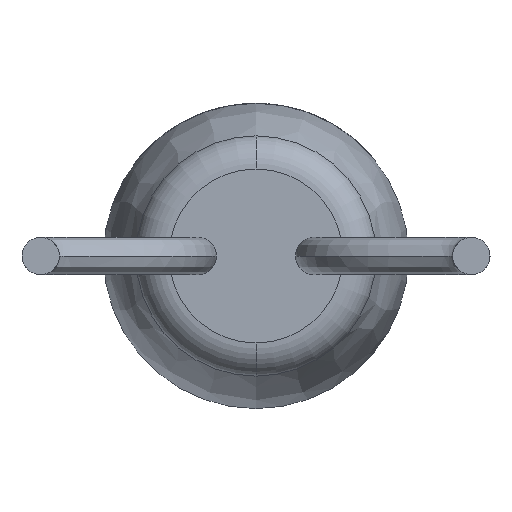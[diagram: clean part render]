
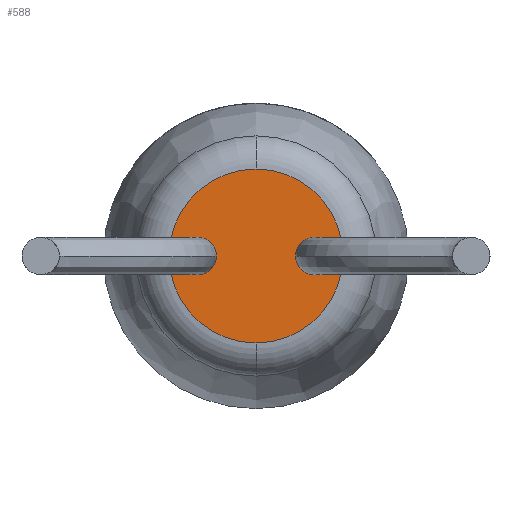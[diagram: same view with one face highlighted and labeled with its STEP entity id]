
A CAD part, front view. The second image highlights one B-rep face of the part: STEP entity #588.
In plain terms, the highlighted planar face has unit normal (0, -1, 0).
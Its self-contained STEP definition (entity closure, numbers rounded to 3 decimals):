
#47 = AXIS2_PLACEMENT_3D ( 'NONE', #2656, #3765, #907 ) ;
#58 = DIRECTION ( 'NONE',  ( 0., 0., -1. ) ) ;
#103 = CARTESIAN_POINT ( 'NONE',  ( -0.86, 0., 0. ) ) ;
#215 = CIRCLE ( 'NONE', #3639, 1.282 ) ;
#260 = VERTEX_POINT ( 'NONE', #4022 ) ;
#266 = ORIENTED_EDGE ( 'NONE', *, *, #2743, .F. ) ;
#359 = CARTESIAN_POINT ( 'NONE',  ( 0.86, 0., 0.275 ) ) ;
#403 = DIRECTION ( 'NONE',  ( 0., 0., -1. ) ) ;
#439 = CARTESIAN_POINT ( 'NONE',  ( 0.86, 0., 0. ) ) ;
#476 = ORIENTED_EDGE ( 'NONE', *, *, #3173, .T. ) ;
#588 = ADVANCED_FACE ( 'NONE', ( #2318, #3474, #4373 ), #2545, .F. ) ;
#589 = VERTEX_POINT ( 'NONE', #3565 ) ;
#597 = CIRCLE ( 'NONE', #47, 1.282 ) ;
#767 = ORIENTED_EDGE ( 'NONE', *, *, #3126, .T. ) ;
#826 = CARTESIAN_POINT ( 'NONE',  ( 0., 0., -1.282 ) ) ;
#880 = DIRECTION ( 'NONE',  ( 0., 0., 1. ) ) ;
#893 = AXIS2_PLACEMENT_3D ( 'NONE', #103, #1248, #880 ) ;
#907 = DIRECTION ( 'NONE',  ( 0., 0., 1. ) ) ;
#1051 = CARTESIAN_POINT ( 'NONE',  ( 0., 0., 0. ) ) ;
#1082 = DIRECTION ( 'NONE',  ( 0., -1., 0. ) ) ;
#1248 = DIRECTION ( 'NONE',  ( 0., -1., 0. ) ) ;
#1517 = CARTESIAN_POINT ( 'NONE',  ( -0.86, 0., 0.275 ) ) ;
#1659 = AXIS2_PLACEMENT_3D ( 'NONE', #439, #3671, #403 ) ;
#1772 = DIRECTION ( 'NONE',  ( 0., 0., 1. ) ) ;
#1785 = AXIS2_PLACEMENT_3D ( 'NONE', #3914, #1819, #4644 ) ;
#1819 = DIRECTION ( 'NONE',  ( 0., 1., 0. ) ) ;
#1826 = VERTEX_POINT ( 'NONE', #1517 ) ;
#2231 = ORIENTED_EDGE ( 'NONE', *, *, #2594, .F. ) ;
#2293 = EDGE_LOOP ( 'NONE', ( #2973, #476 ) ) ;
#2318 = FACE_BOUND ( 'NONE', #4177, .T. ) ;
#2370 = AXIS2_PLACEMENT_3D ( 'NONE', #4284, #1082, #1772 ) ;
#2511 = EDGE_CURVE ( 'NONE', #3908, #589, #215, .T. ) ;
#2545 = PLANE ( 'NONE',  #1785 ) ;
#2589 = DIRECTION ( 'NONE',  ( 0., 1., 0. ) ) ;
#2594 = EDGE_CURVE ( 'NONE', #1826, #260, #3266, .T. ) ;
#2656 = CARTESIAN_POINT ( 'NONE',  ( 0., 0., 0. ) ) ;
#2743 = EDGE_CURVE ( 'NONE', #260, #1826, #3604, .T. ) ;
#2973 = ORIENTED_EDGE ( 'NONE', *, *, #2511, .T. ) ;
#3031 = VERTEX_POINT ( 'NONE', #359 ) ;
#3056 = EDGE_LOOP ( 'NONE', ( #2231, #266 ) ) ;
#3126 = EDGE_CURVE ( 'NONE', #3031, #3583, #3375, .T. ) ;
#3173 = EDGE_CURVE ( 'NONE', #589, #3908, #597, .T. ) ;
#3266 = CIRCLE ( 'NONE', #2370, 0.275 ) ;
#3375 = CIRCLE ( 'NONE', #3847, 0.275 ) ;
#3474 = FACE_OUTER_BOUND ( 'NONE', #2293, .T. ) ;
#3532 = CARTESIAN_POINT ( 'NONE',  ( 0.86, 0., -0.275 ) ) ;
#3543 = DIRECTION ( 'NONE',  ( 0., 0., 1. ) ) ;
#3565 = CARTESIAN_POINT ( 'NONE',  ( 0., 0., 1.282 ) ) ;
#3580 = CIRCLE ( 'NONE', #1659, 0.275 ) ;
#3583 = VERTEX_POINT ( 'NONE', #3532 ) ;
#3604 = CIRCLE ( 'NONE', #893, 0.275 ) ;
#3639 = AXIS2_PLACEMENT_3D ( 'NONE', #1051, #3926, #3543 ) ;
#3671 = DIRECTION ( 'NONE',  ( 0., 1., 0. ) ) ;
#3765 = DIRECTION ( 'NONE',  ( 0., -1., 0. ) ) ;
#3826 = EDGE_CURVE ( 'NONE', #3583, #3031, #3580, .T. ) ;
#3847 = AXIS2_PLACEMENT_3D ( 'NONE', #4044, #2589, #58 ) ;
#3908 = VERTEX_POINT ( 'NONE', #826 ) ;
#3914 = CARTESIAN_POINT ( 'NONE',  ( 0., 0., 0. ) ) ;
#3926 = DIRECTION ( 'NONE',  ( 0., -1., 0. ) ) ;
#4022 = CARTESIAN_POINT ( 'NONE',  ( -0.86, 0., -0.275 ) ) ;
#4044 = CARTESIAN_POINT ( 'NONE',  ( 0.86, 0., 0. ) ) ;
#4177 = EDGE_LOOP ( 'NONE', ( #767, #4228 ) ) ;
#4228 = ORIENTED_EDGE ( 'NONE', *, *, #3826, .T. ) ;
#4284 = CARTESIAN_POINT ( 'NONE',  ( -0.86, 0., 0. ) ) ;
#4373 = FACE_BOUND ( 'NONE', #3056, .T. ) ;
#4644 = DIRECTION ( 'NONE',  ( 0., 0., 1. ) ) ;
